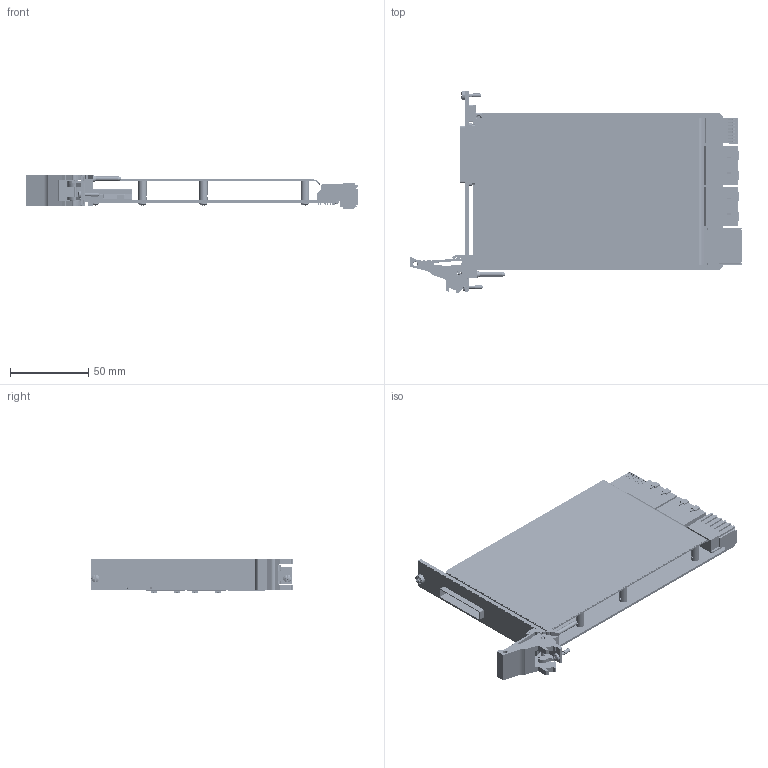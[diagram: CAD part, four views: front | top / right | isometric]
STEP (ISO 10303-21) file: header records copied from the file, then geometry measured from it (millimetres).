
FILE_DESCRIPTION (( 'STEP AP214' ), '1' );
FILE_NAME ('43-921-002 PXIe Remote Control Interface Module.step', '2021-08-23T11:39:18', ( '' ), ( '' ), 'SwSTEP 2.0', 'SolidWorks 2021', '' );
FILE_SCHEMA (( 'AUTOMOTIVE_DESIGN' ));
Length unit declared in the file: millimetre
Products named in the file (30): C-FX-165 Handle Finger; C-FX-165 Handle Body; Z-FX-2376 PXIe Remote Control Interface Module Shield; C-FX-165 CPCI Ejector Handle; C-CN-1422-BODY PXIE XJ3 RA F TH SD; L-FX-1150 PXIe Remote Control Interface Module Label; C-CN-1422 PXIE XJ3 RA F TH SD ASSY; L-FP-1115-# PXIe Single Remote Control Interface Module Front Panel Label; 44-921-002 PXIe Single Remote Control Interface Module; Z-FX-2375 ALTERNATE PCB Mounting Bracket; Z-FX-2001 FP Fixing - Bush + Screw; P-FX-017 M2,5 Collar Posi-Slot Screw; Z-CN-2215 7-Pin RA Male Power Pressfit Connector; C-FX-042 Screw M2.5x6 CSK Pozi_M 2.5x06 - C-FX-042; L-FX-165 PXI Handle Label; A-FP-1115 PXIe Single Remote Control Interface Module Front Panel Assembly; Z-FX-2376-B Standoff, M2.5x13mm Pushfit; 43-921-002 PXIe Remote Control Interface Module; C-FP-1115 PXIe Single Remote Control Interface Module Front Panel; Z-CN-214 Remote Control Module Conn; C-BP-015 PXI 3U x 1 Slot Blank Panel; Z-PC-2073 PXIe Remote Control Interface Module; C-CN-1116-Shield 40 WAY PXIE XJ4 TYPE B8 RA F; A-FP-1115-L1 PXIe Single Remote Control Interface Module Front Panel Assy; L-FP-1115 PXIe Single Remote Control Interface Module Front Panel Label.SLDPRT; C-CN-1116-Body 40 WAY PXIE XJ4 TYPE B8 RA F; C-FX-165 Handle Pin; C-FX-101 Screw, M2.5 x 6, Pan Hd, Pozi, Steel, BZP_ISO 7045 - M2.5 x 6 - Z --- 6N; C-CN-1116 40 WAY PXIE XJ4 TYPE B8 RA F; C-BK-026 Bush Front Panel Mounting
Assembly tree (44 placements, depth 5):
  43-921-002 PXIe Remote Control Interface Module
    44-921-002 PXIe Single Remote Control Interface Module
      Z-PC-2073 PXIe Remote Control Interface Module
      Z-CN-214 Remote Control Module Conn
      C-CN-1116 40 WAY PXIE XJ4 TYPE B8 RA F
        C-CN-1116-Body 40 WAY PXIE XJ4 TYPE B8 RA F
        C-CN-1116-Shield 40 WAY PXIE XJ4 TYPE B8 RA F
      C-CN-1422 PXIE XJ3 RA F TH SD ASSY  x2
        C-CN-1422-BODY PXIE XJ3 RA F TH SD
      Z-CN-2215 7-Pin RA Male Power Pressfit Connector
    A-FP-1115-L1 PXIe Single Remote Control Interface Module Front Panel Assy
      A-FP-1115 PXIe Single Remote Control Interface Module Front Panel Assembly
        C-FP-1115 PXIe Single Remote Control Interface Module Front Panel
          C-BP-015 PXI 3U x 1 Slot Blank Panel
        L-FP-1115 PXIe Single Remote Control Interface Module Front Panel Label.SLDPRT
          L-FP-1115-# PXIe Single Remote Control Interface Module Front Panel Label
      Z-FX-2001 FP Fixing - Bush + Screw
        C-BK-026 Bush Front Panel Mounting
        P-FX-017 M2,5 Collar Posi-Slot Screw
      C-FX-165 CPCI Ejector Handle
        C-FX-165 Handle Body
        C-FX-165 Handle Finger
        C-FX-165 Handle Pin
        P-FX-017 M2,5 Collar Posi-Slot Screw
        L-FX-165 PXI Handle Label
      C-FX-101 Screw, M2.5 x 6, Pan Hd, Pozi, Steel, BZP_ISO 7045 - M2.5 x 6 - Z --- 6N
    Z-FX-2375 ALTERNATE PCB Mounting Bracket
    C-FX-042 Screw M2.5x6 CSK Pozi_M 2.5x06 - C-FX-042
    Z-FX-2376 PXIe Remote Control Interface Module Shield
    L-FX-1150 PXIe Remote Control Interface Module Label
    Z-FX-2376-B Standoff, M2.5x13mm Pushfit  x6
    C-FX-101 Screw, M2.5 x 6, Pan Hd, Pozi, Steel, BZP_ISO 7045 - M2.5 x 6 - Z --- 6N  x8
Bounding box: 212.45 x 129.63 x 21.81 mm (x, y, z)
Volume: 80331.1 mm3; surface area: 127429.3 mm2
Topology: 34 solids, 109 shells, 9407 faces, 24726 edges, 15849 vertices
Faces by surface type: plane 5387, cylinder 2843, cone 1055, torus 84, sphere 34, bspline 4
Entity records: 212931 total; most frequent: CARTESIAN_POINT 36189, ORIENTED_EDGE 31802, DIRECTION 30857, EDGE_CURVE 15903, VECTOR 11273, LINE 11273, VERTEX_POINT 10132, AXIS2_PLACEMENT_3D 9792
